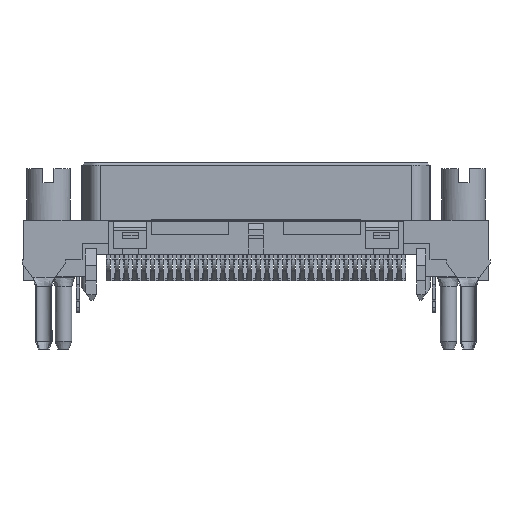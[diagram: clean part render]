
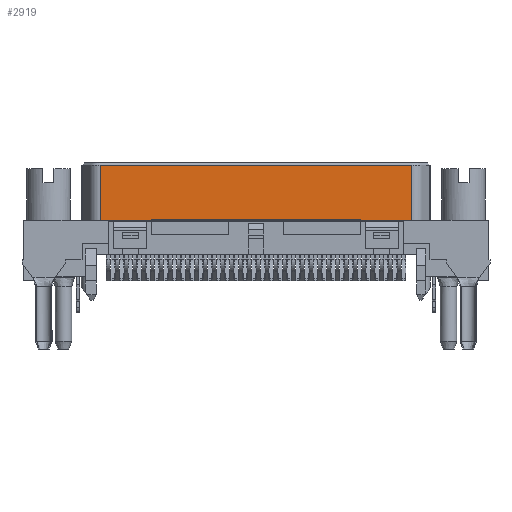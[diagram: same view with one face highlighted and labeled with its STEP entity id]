
A CAD part, front view. The second image highlights one B-rep face of the part: STEP entity #2919.
In plain terms, the highlighted planar face has unit normal (0, -1, 0).
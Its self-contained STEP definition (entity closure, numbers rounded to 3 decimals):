
#2359=CARTESIAN_POINT('',(-14.144,-1.73,10.5));
#2360=VERTEX_POINT('',#2359);
#2394=CARTESIAN_POINT('',(14.144,-1.73,10.5));
#2395=VERTEX_POINT('',#2394);
#2426=CARTESIAN_POINT('',(-14.144,-1.73,10.5));
#2427=DIRECTION('',(1.0,0.0,0.0));
#2428=VECTOR('',#2427,28.288);
#2429=LINE('',#2426,#2428);
#2430=EDGE_CURVE('',#2360,#2395,#2429,.T.);
#2456=CARTESIAN_POINT('',(-14.144,-1.73,5.5));
#2457=VERTEX_POINT('',#2456);
#2465=CARTESIAN_POINT('',(-14.144,-1.73,5.5));
#2466=DIRECTION('',(0.0,0.0,1.0));
#2467=VECTOR('',#2466,5.0);
#2468=LINE('',#2465,#2467);
#2469=EDGE_CURVE('',#2457,#2360,#2468,.T.);
#2884=CARTESIAN_POINT('',(14.144,-1.73,5.5));
#2885=VERTEX_POINT('',#2884);
#2886=CARTESIAN_POINT('',(14.144,-1.73,5.5));
#2887=DIRECTION('',(0.0,0.0,1.0));
#2888=VECTOR('',#2887,5.0);
#2889=LINE('',#2886,#2888);
#2890=EDGE_CURVE('',#2885,#2395,#2889,.T.);
#2903=CARTESIAN_POINT('',(14.144,-1.73,5.5));
#2904=DIRECTION('',(0.0,-1.0,0.0));
#2905=DIRECTION('',(0.0,0.0,-1.0));
#2906=AXIS2_PLACEMENT_3D('',#2903,#2904,#2905);
#2907=PLANE('',#2906);
#2908=ORIENTED_EDGE('',*,*,#2430,.F.);
#2909=ORIENTED_EDGE('',*,*,#2469,.F.);
#2910=CARTESIAN_POINT('',(14.144,-1.73,5.5));
#2911=DIRECTION('',(-1.0,0.0,0.0));
#2912=VECTOR('',#2911,28.288);
#2913=LINE('',#2910,#2912);
#2914=EDGE_CURVE('',#2885,#2457,#2913,.T.);
#2915=ORIENTED_EDGE('',*,*,#2914,.F.);
#2916=ORIENTED_EDGE('',*,*,#2890,.T.);
#2917=EDGE_LOOP('',(#2908,#2909,#2915,#2916));
#2918=FACE_OUTER_BOUND('',#2917,.T.);
#2919=ADVANCED_FACE('',(#2918),#2907,.T.);
